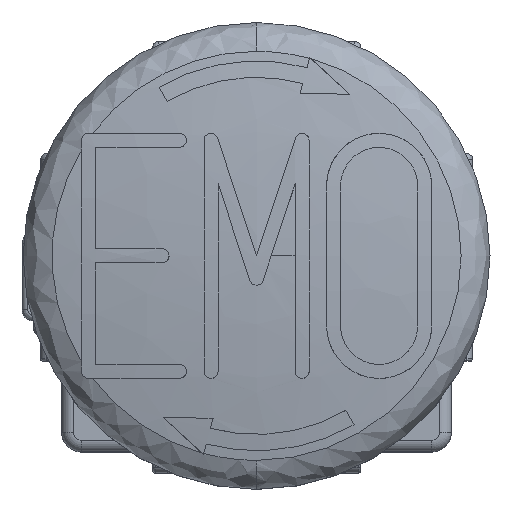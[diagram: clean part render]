
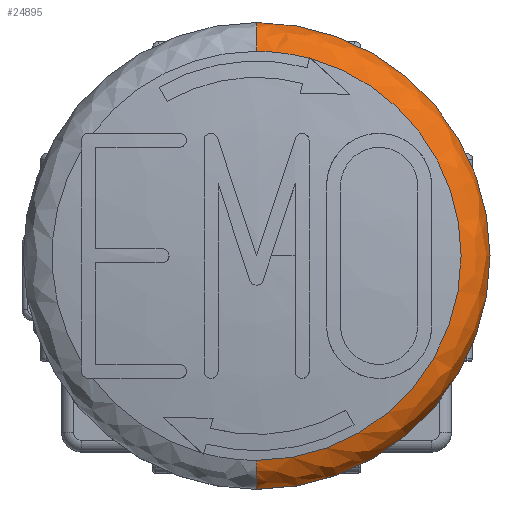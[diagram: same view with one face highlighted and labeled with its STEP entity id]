
A CAD part, top view. The second image highlights one B-rep face of the part: STEP entity #24895.
In plain terms, the highlighted free-form (B-spline) face has degree [3, 3] with [4, 4] control points.
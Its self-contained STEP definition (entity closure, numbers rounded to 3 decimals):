
#2046 = CARTESIAN_POINT ( 'NONE',  ( 4.675, 16.891, -1.548 ) ) ;
#2130 = EDGE_CURVE ( 'NONE', #9809, #31603, #17283, .T. ) ;
#3893 = DIRECTION ( 'NONE',  ( 1., 0., 0. ) ) ;
#3900 = DIRECTION ( 'NONE',  ( 0., 0., -1. ) ) ;
#3912 = CARTESIAN_POINT ( 'NONE',  ( 0., 0., -1.548 ) ) ;
#4867 = CARTESIAN_POINT ( 'NONE',  ( 0., 17.526, -1.548 ) ) ;
#5726 = CARTESIAN_POINT ( 'NONE',  ( 4.555, 17., -1.562 ) ) ;
#6116 = EDGE_CURVE ( 'NONE', #15096, #23230, #7582, .T. ) ;
#7582 =( BOUNDED_CURVE ( )  B_SPLINE_CURVE ( 3, ( #13408, #13401, #13392, #13341 ),
 .UNSPECIFIED., .F., .F. ) 
 B_SPLINE_CURVE_WITH_KNOTS ( ( 4, 4 ),
 ( 0.068, 0.932 ),
 .UNSPECIFIED. ) 
 CURVE ( )  GEOMETRIC_REPRESENTATION_ITEM ( )  RATIONAL_B_SPLINE_CURVE ( ( 0.962, 0.812, 0.812, 0.962 ) ) 
 REPRESENTATION_ITEM ( '' )  );
#7772 = CARTESIAN_POINT ( 'NONE',  ( 0., -17.228, -1.51 ) ) ;
#7779 = CARTESIAN_POINT ( 'NONE',  ( 34.457, -17.228, -1.51 ) ) ;
#7838 = CARTESIAN_POINT ( 'NONE',  ( 34.457, 17.228, -1.51 ) ) ;
#7855 = CARTESIAN_POINT ( 'NONE',  ( 0., 17.228, -1.51 ) ) ;
#7906 = CARTESIAN_POINT ( 'NONE',  ( 0., -19.014, -1.646 ) ) ;
#7912 = CARTESIAN_POINT ( 'NONE',  ( 38.028, -19.014, -1.646 ) ) ;
#7959 = CARTESIAN_POINT ( 'NONE',  ( 38.028, 19.014, -1.646 ) ) ;
#7969 = CARTESIAN_POINT ( 'NONE',  ( 0., 19.014, -1.646 ) ) ;
#7975 = CARTESIAN_POINT ( 'NONE',  ( 0., -20.164, -3.019 ) ) ;
#8031 = CARTESIAN_POINT ( 'NONE',  ( 40.328, -20.164, -3.019 ) ) ;
#8088 = CARTESIAN_POINT ( 'NONE',  ( 40.328, 20.164, -3.019 ) ) ;
#8103 = CARTESIAN_POINT ( 'NONE',  ( 0., 20.164, -3.019 ) ) ;
#8149 = CARTESIAN_POINT ( 'NONE',  ( 0., -19.985, -4.801 ) ) ;
#8155 = CARTESIAN_POINT ( 'NONE',  ( 39.97, -19.985, -4.801 ) ) ;
#8195 = CARTESIAN_POINT ( 'NONE',  ( 39.97, 19.985, -4.801 ) ) ;
#8205 = CARTESIAN_POINT ( 'NONE',  ( 0., 19.985, -4.801 ) ) ;
#8262 = FACE_OUTER_BOUND ( 'NONE', #12210, .T. ) ;
#8408 = CARTESIAN_POINT ( 'NONE',  ( 4.555, 17., -1.562 ) ) ;
#9809 = VERTEX_POINT ( 'NONE', #4867 ) ;
#9862 =( BOUNDED_CURVE ( )  B_SPLINE_CURVE ( 3, ( #16243, #31089, #45542, #12581 ),
 .UNSPECIFIED., .F., .F. ) 
 B_SPLINE_CURVE_WITH_KNOTS ( ( 4, 4 ),
 ( 0.068, 0.932 ),
 .UNSPECIFIED. ) 
 CURVE ( )  GEOMETRIC_REPRESENTATION_ITEM ( )  RATIONAL_B_SPLINE_CURVE ( ( 0.962, 0.812, 0.812, 0.962 ) ) 
 REPRESENTATION_ITEM ( '' )  );
#11063 = AXIS2_PLACEMENT_3D ( 'NONE', #28674, #28661, #28655 ) ;
#12210 = EDGE_LOOP ( 'NONE', ( #40042, #40117, #40233, #40566, #40575, #40794, #40814 ) ) ;
#12581 = CARTESIAN_POINT ( 'NONE',  ( 0., 20., -4.501 ) ) ;
#13341 = CARTESIAN_POINT ( 'NONE',  ( 0., -17.526, -1.548 ) ) ;
#13392 = CARTESIAN_POINT ( 'NONE',  ( 0., -19.023, -1.814 ) ) ;
#13401 = CARTESIAN_POINT ( 'NONE',  ( 0., -20., -2.98 ) ) ;
#13408 = CARTESIAN_POINT ( 'NONE',  ( 0., -20., -4.501 ) ) ;
#15096 = VERTEX_POINT ( 'NONE', #35240 ) ;
#15855 = AXIS2_PLACEMENT_3D ( 'NONE', #45593, #19979, #44741 ) ;
#16243 = CARTESIAN_POINT ( 'NONE',  ( 0., 17.526, -1.548 ) ) ;
#17283 = CIRCLE ( 'NONE', #11063, 17.526 ) ;
#19954 = VERTEX_POINT ( 'NONE', #35024 ) ;
#19979 = DIRECTION ( 'NONE',  ( 0., 0., 1. ) ) ;
#20670 = CARTESIAN_POINT ( 'NONE',  ( 4.595, 16.964, -1.557 ) ) ;
#21056 = CIRCLE ( 'NONE', #47752, 17.526 ) ;
#23009 = EDGE_CURVE ( 'NONE', #31603, #47216, #35020, .T. ) ;
#23079 = VERTEX_POINT ( 'NONE', #32311 ) ;
#23230 = VERTEX_POINT ( 'NONE', #44515 ) ;
#23380 =( BOUNDED_SURFACE ( )  B_SPLINE_SURFACE ( 3, 3, ( 
 ( #8205, #8195, #8155, #8149 ),
 ( #8103, #8088, #8031, #7975 ),
 ( #7969, #7959, #7912, #7906 ),
 ( #7855, #7838, #7779, #7772 ) ),
 .UNSPECIFIED., .F., .F., .F. ) 
 B_SPLINE_SURFACE_WITH_KNOTS ( ( 4, 4 ),
 ( 4, 4 ),
 ( 0., 1. ),
 ( 0., 1. ),
 .UNSPECIFIED. ) 
 GEOMETRIC_REPRESENTATION_ITEM ( )  RATIONAL_B_SPLINE_SURFACE ( (
 ( 1., 0.333, 0.333, 1.),
 ( 0.799, 0.266, 0.266, 0.799),
 ( 0.799, 0.266, 0.266, 0.799),
 ( 1., 0.333, 0.333, 1.) ) ) 
 REPRESENTATION_ITEM ( '' )  SURFACE ( )  );
#24895 = ADVANCED_FACE ( 'NONE', ( #8262 ), #23380, .T. ) ;
#26604 = B_SPLINE_CURVE_WITH_KNOTS ( 'NONE', 3,
 ( #5726, #20670, #35364, #2046 ),
 .UNSPECIFIED., .F., .F.,
 ( 4, 4 ),
 ( 0., 0. ),
 .UNSPECIFIED. ) ;
#28339 = EDGE_CURVE ( 'NONE', #23079, #23230, #21056, .T. ) ;
#28655 = DIRECTION ( 'NONE',  ( 1., 0., 0. ) ) ;
#28661 = DIRECTION ( 'NONE',  ( 0., 0., -1. ) ) ;
#28674 = CARTESIAN_POINT ( 'NONE',  ( 0., 0., -1.548 ) ) ;
#31089 = CARTESIAN_POINT ( 'NONE',  ( 0., 19.023, -1.814 ) ) ;
#31603 = VERTEX_POINT ( 'NONE', #44836 ) ;
#32311 = CARTESIAN_POINT ( 'NONE',  ( 4.675, 16.891, -1.548 ) ) ;
#33096 = CARTESIAN_POINT ( 'NONE',  ( 4.555, 17., -1.562 ) ) ;
#33136 = CARTESIAN_POINT ( 'NONE',  ( 4.549, 16.976, -1.557 ) ) ;
#33149 = CARTESIAN_POINT ( 'NONE',  ( 4.542, 16.953, -1.552 ) ) ;
#33191 = CARTESIAN_POINT ( 'NONE',  ( 4.536, 16.929, -1.548 ) ) ;
#35020 =( BOUNDED_CURVE ( )  B_SPLINE_CURVE ( 3, ( #33191, #33149, #33136, #33096 ),
 .UNSPECIFIED., .F., .F. ) 
 B_SPLINE_CURVE_WITH_KNOTS ( ( 4, 4 ),
 ( 0., 0. ),
 .UNSPECIFIED. ) 
 CURVE ( )  GEOMETRIC_REPRESENTATION_ITEM ( )  RATIONAL_B_SPLINE_CURVE ( ( 0.764, 0.762, 0.759, 0.757 ) ) 
 REPRESENTATION_ITEM ( '' )  );
#35024 = CARTESIAN_POINT ( 'NONE',  ( 0., 20., -4.501 ) ) ;
#35199 = EDGE_CURVE ( 'NONE', #15096, #19954, #36690, .T. ) ;
#35240 = CARTESIAN_POINT ( 'NONE',  ( 0., -20., -4.501 ) ) ;
#35364 = CARTESIAN_POINT ( 'NONE',  ( 4.635, 16.927, -1.552 ) ) ;
#36690 = CIRCLE ( 'NONE', #15855, 20. ) ;
#39996 = EDGE_CURVE ( 'NONE', #47216, #23079, #26604, .T. ) ;
#40042 = ORIENTED_EDGE ( 'NONE', *, *, #39996, .T. ) ;
#40117 = ORIENTED_EDGE ( 'NONE', *, *, #28339, .T. ) ;
#40233 = ORIENTED_EDGE ( 'NONE', *, *, #6116, .F. ) ;
#40566 = ORIENTED_EDGE ( 'NONE', *, *, #35199, .T. ) ;
#40575 = ORIENTED_EDGE ( 'NONE', *, *, #44784, .F. ) ;
#40794 = ORIENTED_EDGE ( 'NONE', *, *, #2130, .T. ) ;
#40814 = ORIENTED_EDGE ( 'NONE', *, *, #23009, .T. ) ;
#44515 = CARTESIAN_POINT ( 'NONE',  ( 0., -17.526, -1.548 ) ) ;
#44741 = DIRECTION ( 'NONE',  ( 1., 0., 0. ) ) ;
#44784 = EDGE_CURVE ( 'NONE', #9809, #19954, #9862, .T. ) ;
#44836 = CARTESIAN_POINT ( 'NONE',  ( 4.536, 16.929, -1.548 ) ) ;
#45542 = CARTESIAN_POINT ( 'NONE',  ( 0., 20., -2.98 ) ) ;
#45593 = CARTESIAN_POINT ( 'NONE',  ( 0., 0., -4.501 ) ) ;
#47216 = VERTEX_POINT ( 'NONE', #8408 ) ;
#47752 = AXIS2_PLACEMENT_3D ( 'NONE', #3912, #3900, #3893 ) ;
